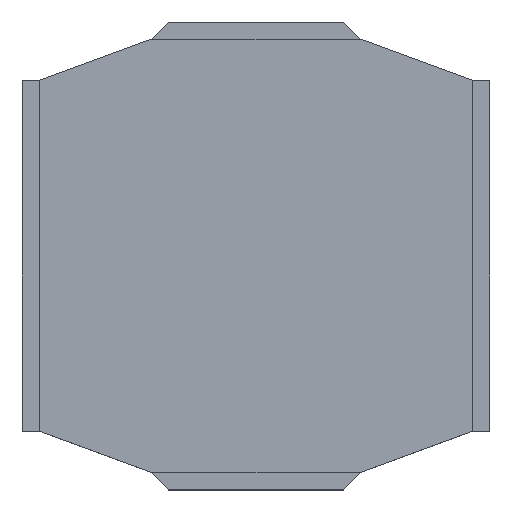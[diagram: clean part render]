
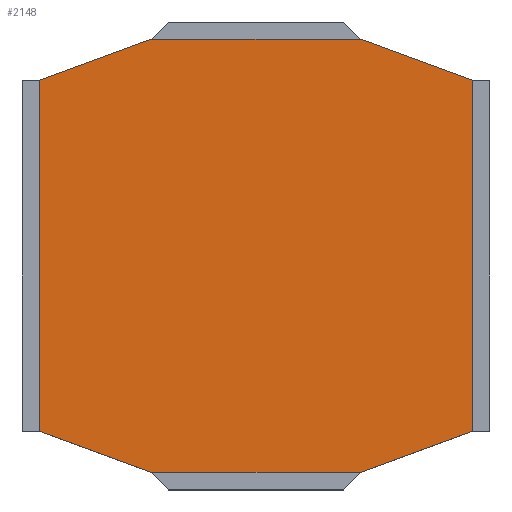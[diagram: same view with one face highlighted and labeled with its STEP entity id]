
A CAD part, top view. The second image highlights one B-rep face of the part: STEP entity #2148.
In plain terms, the highlighted planar face has unit normal (0, 0, 1).
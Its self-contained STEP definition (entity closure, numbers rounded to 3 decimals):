
#168 = VECTOR ( 'NONE', #3486, 1000. ) ;
#198 = EDGE_CURVE ( 'NONE', #241, #4706, #3229, .T. ) ;
#241 = VERTEX_POINT ( 'NONE', #2690 ) ;
#270 = EDGE_LOOP ( 'NONE', ( #1564, #4169, #2435, #3744, #4155, #1688, #3157, #3928 ) ) ;
#290 = EDGE_CURVE ( 'NONE', #625, #1097, #750, .T. ) ;
#526 = VERTEX_POINT ( 'NONE', #3211 ) ;
#563 = CARTESIAN_POINT ( 'NONE',  ( -1.85, 1.5, 1.65 ) ) ;
#625 = VERTEX_POINT ( 'NONE', #4823 ) ;
#685 = AXIS2_PLACEMENT_3D ( 'NONE', #3056, #1506, #1891 ) ;
#750 = LINE ( 'NONE', #3256, #3710 ) ;
#879 = VECTOR ( 'NONE', #2342, 1000. ) ;
#915 = DIRECTION ( 'NONE',  ( -1., 0., 0. ) ) ;
#958 = VERTEX_POINT ( 'NONE', #3967 ) ;
#965 = CARTESIAN_POINT ( 'NONE',  ( -0.708, -1.921, 1.65 ) ) ;
#981 = VECTOR ( 'NONE', #1974, 1000. ) ;
#982 = CARTESIAN_POINT ( 'NONE',  ( -0.9, -1.85, 1.65 ) ) ;
#1082 = PLANE ( 'NONE',  #685 ) ;
#1097 = VERTEX_POINT ( 'NONE', #3757 ) ;
#1161 = CARTESIAN_POINT ( 'NONE',  ( -1.85, 0., 1.65 ) ) ;
#1218 = EDGE_CURVE ( 'NONE', #526, #4098, #3753, .T. ) ;
#1230 = CARTESIAN_POINT ( 'NONE',  ( 0.708, 1.921, 1.65 ) ) ;
#1313 = LINE ( 'NONE', #965, #3504 ) ;
#1487 = VERTEX_POINT ( 'NONE', #982 ) ;
#1506 = DIRECTION ( 'NONE',  ( 0., 0., -1. ) ) ;
#1564 = ORIENTED_EDGE ( 'NONE', *, *, #4580, .F. ) ;
#1583 = CARTESIAN_POINT ( 'NONE',  ( 0.9, 1.85, 1.65 ) ) ;
#1624 = DIRECTION ( 'NONE',  ( -0.938, 0.346, 0. ) ) ;
#1649 = FACE_OUTER_BOUND ( 'NONE', #270, .T. ) ;
#1688 = ORIENTED_EDGE ( 'NONE', *, *, #198, .T. ) ;
#1891 = DIRECTION ( 'NONE',  ( -1., 0., 0. ) ) ;
#1974 = DIRECTION ( 'NONE',  ( 0., 1., 0. ) ) ;
#2141 = LINE ( 'NONE', #1161, #981 ) ;
#2148 = ADVANCED_FACE ( 'NONE', ( #1649 ), #1082, .F. ) ;
#2257 = EDGE_CURVE ( 'NONE', #958, #4706, #2141, .T. ) ;
#2321 = EDGE_CURVE ( 'NONE', #625, #526, #3419, .T. ) ;
#2342 = DIRECTION ( 'NONE',  ( -1., 0., 0. ) ) ;
#2435 = ORIENTED_EDGE ( 'NONE', *, *, #2321, .T. ) ;
#2690 = CARTESIAN_POINT ( 'NONE',  ( -0.9, 1.85, 1.65 ) ) ;
#2706 = CARTESIAN_POINT ( 'NONE',  ( -0.708, 1.921, 1.65 ) ) ;
#2827 = DIRECTION ( 'NONE',  ( -0.938, -0.346, 0. ) ) ;
#3056 = CARTESIAN_POINT ( 'NONE',  ( 0., 0., 1.65 ) ) ;
#3080 = LINE ( 'NONE', #3483, #879 ) ;
#3084 = LINE ( 'NONE', #4837, #4719 ) ;
#3157 = ORIENTED_EDGE ( 'NONE', *, *, #2257, .F. ) ;
#3166 = CARTESIAN_POINT ( 'NONE',  ( 1.85, 0., 1.65 ) ) ;
#3211 = CARTESIAN_POINT ( 'NONE',  ( 1.85, 1.5, 1.65 ) ) ;
#3229 = LINE ( 'NONE', #2706, #168 ) ;
#3256 = CARTESIAN_POINT ( 'NONE',  ( 0.708, -1.921, 1.65 ) ) ;
#3419 = LINE ( 'NONE', #3166, #4204 ) ;
#3483 = CARTESIAN_POINT ( 'NONE',  ( 0., -1.85, 1.65 ) ) ;
#3486 = DIRECTION ( 'NONE',  ( -0.938, -0.346, 0. ) ) ;
#3504 = VECTOR ( 'NONE', #4120, 1000. ) ;
#3706 = EDGE_CURVE ( 'NONE', #1487, #958, #1313, .T. ) ;
#3710 = VECTOR ( 'NONE', #2827, 1000. ) ;
#3744 = ORIENTED_EDGE ( 'NONE', *, *, #1218, .T. ) ;
#3753 = LINE ( 'NONE', #1230, #4421 ) ;
#3757 = CARTESIAN_POINT ( 'NONE',  ( 0.9, -1.85, 1.65 ) ) ;
#3928 = ORIENTED_EDGE ( 'NONE', *, *, #3706, .F. ) ;
#3967 = CARTESIAN_POINT ( 'NONE',  ( -1.85, -1.5, 1.65 ) ) ;
#4098 = VERTEX_POINT ( 'NONE', #1583 ) ;
#4120 = DIRECTION ( 'NONE',  ( -0.938, 0.346, 0. ) ) ;
#4155 = ORIENTED_EDGE ( 'NONE', *, *, #4254, .T. ) ;
#4169 = ORIENTED_EDGE ( 'NONE', *, *, #290, .F. ) ;
#4204 = VECTOR ( 'NONE', #4381, 1000. ) ;
#4254 = EDGE_CURVE ( 'NONE', #4098, #241, #3084, .T. ) ;
#4381 = DIRECTION ( 'NONE',  ( 0., 1., 0. ) ) ;
#4421 = VECTOR ( 'NONE', #1624, 1000. ) ;
#4580 = EDGE_CURVE ( 'NONE', #1097, #1487, #3080, .T. ) ;
#4706 = VERTEX_POINT ( 'NONE', #563 ) ;
#4719 = VECTOR ( 'NONE', #915, 1000. ) ;
#4823 = CARTESIAN_POINT ( 'NONE',  ( 1.85, -1.5, 1.65 ) ) ;
#4837 = CARTESIAN_POINT ( 'NONE',  ( 0., 1.85, 1.65 ) ) ;
